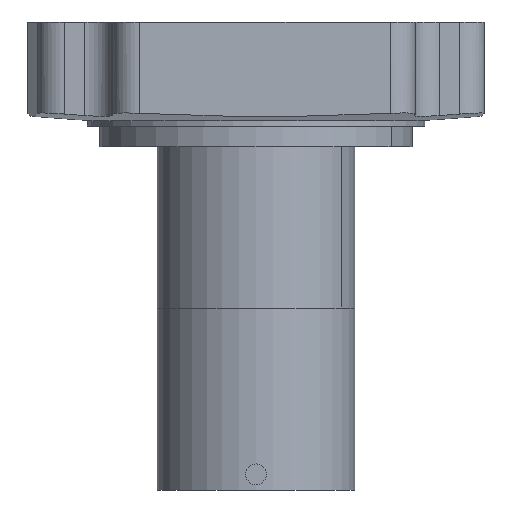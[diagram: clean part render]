
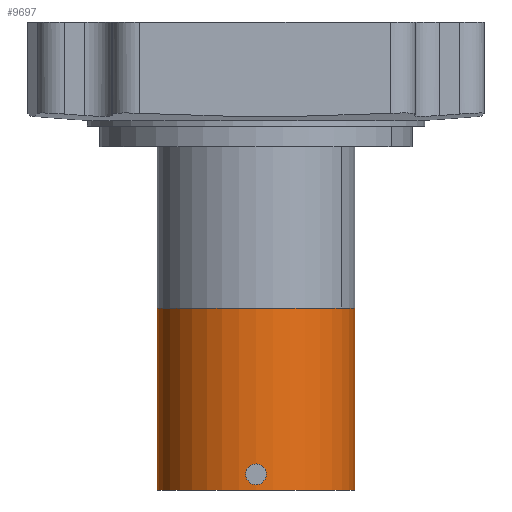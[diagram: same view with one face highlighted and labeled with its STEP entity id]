
A CAD part, front view. The second image highlights one B-rep face of the part: STEP entity #9697.
In plain terms, the highlighted cylindrical face has radius 19 mm (diameter 38 mm), a partial arc.
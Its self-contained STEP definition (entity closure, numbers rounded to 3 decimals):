
#905 = CARTESIAN_POINT ( 'NONE',  ( -19., 0., -35. ) ) ;
#1208 = CIRCLE ( 'NONE', #7680, 19. ) ;
#1447 = VERTEX_POINT ( 'NONE', #12686 ) ;
#1584 = AXIS2_PLACEMENT_3D ( 'NONE', #6573, #9581, #4508 ) ;
#2159 = CARTESIAN_POINT ( 'NONE',  ( -19., 0., -35. ) ) ;
#2884 = ORIENTED_EDGE ( 'NONE', *, *, #8433, .F. ) ;
#3101 = CIRCLE ( 'NONE', #1584, 19. ) ;
#3557 = DIRECTION ( 'NONE',  ( 0., 0., 1. ) ) ;
#3851 = DIRECTION ( 'NONE',  ( 1., 0., 0. ) ) ;
#4508 = DIRECTION ( 'NONE',  ( 1., 0., 0. ) ) ;
#4650 = ORIENTED_EDGE ( 'NONE', *, *, #12008, .T. ) ;
#5312 = CYLINDRICAL_SURFACE ( 'NONE', #9389, 19. ) ;
#5775 = EDGE_LOOP ( 'NONE', ( #2884, #8524, #4650, #8854 ) ) ;
#5891 = LINE ( 'NONE', #12803, #11596 ) ;
#6224 = CARTESIAN_POINT ( 'NONE',  ( 19., 0., 0. ) ) ;
#6573 = CARTESIAN_POINT ( 'NONE',  ( 0., 0., 0. ) ) ;
#6893 = DIRECTION ( 'NONE',  ( 0., 0., 1. ) ) ;
#7008 = DIRECTION ( 'NONE',  ( 0., 0., 1. ) ) ;
#7211 = VERTEX_POINT ( 'NONE', #2159 ) ;
#7438 = EDGE_CURVE ( 'NONE', #13069, #12861, #3101, .T. ) ;
#7680 = AXIS2_PLACEMENT_3D ( 'NONE', #8838, #7858, #9894 ) ;
#7849 = EDGE_CURVE ( 'NONE', #7211, #1447, #1208, .T. ) ;
#7858 = DIRECTION ( 'NONE',  ( 0., 0., 1. ) ) ;
#8133 = FACE_OUTER_BOUND ( 'NONE', #5775, .T. ) ;
#8433 = EDGE_CURVE ( 'NONE', #7211, #13069, #11803, .T. ) ;
#8524 = ORIENTED_EDGE ( 'NONE', *, *, #7849, .T. ) ;
#8838 = CARTESIAN_POINT ( 'NONE',  ( 0., 0., -35. ) ) ;
#8854 = ORIENTED_EDGE ( 'NONE', *, *, #7438, .F. ) ;
#9389 = AXIS2_PLACEMENT_3D ( 'NONE', #9896, #6893, #3851 ) ;
#9581 = DIRECTION ( 'NONE',  ( 0., 0., 1. ) ) ;
#9697 = ADVANCED_FACE ( 'NONE', ( #8133 ), #5312, .T. ) ;
#9804 = CARTESIAN_POINT ( 'NONE',  ( -19., 0., 0. ) ) ;
#9894 = DIRECTION ( 'NONE',  ( 1., 0., 0. ) ) ;
#9896 = CARTESIAN_POINT ( 'NONE',  ( 0., 0., -35. ) ) ;
#11005 = VECTOR ( 'NONE', #7008, 1000. ) ;
#11596 = VECTOR ( 'NONE', #3557, 1000. ) ;
#11803 = LINE ( 'NONE', #905, #11005 ) ;
#12008 = EDGE_CURVE ( 'NONE', #1447, #12861, #5891, .T. ) ;
#12686 = CARTESIAN_POINT ( 'NONE',  ( 19., 0., -35. ) ) ;
#12803 = CARTESIAN_POINT ( 'NONE',  ( 19., 0., -35. ) ) ;
#12861 = VERTEX_POINT ( 'NONE', #6224 ) ;
#13069 = VERTEX_POINT ( 'NONE', #9804 ) ;
